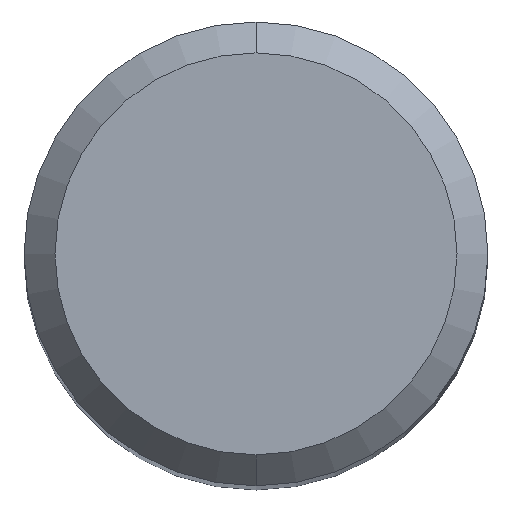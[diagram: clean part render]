
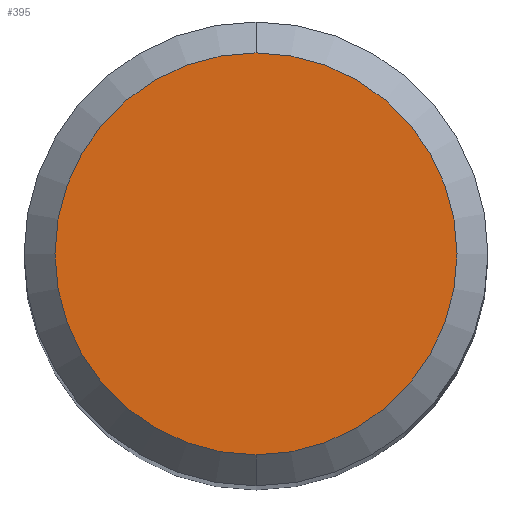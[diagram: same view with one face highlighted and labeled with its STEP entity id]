
A CAD part, top view. The second image highlights one B-rep face of the part: STEP entity #395.
In plain terms, the highlighted planar face has unit normal (0, 0, 1).
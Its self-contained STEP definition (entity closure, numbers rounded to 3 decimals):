
#221=VERTEX_POINT('',#540);
#321=EDGE_CURVE('',#221,#433,#651,.T.);
#351=EDGE_CURVE('',#433,#221,#684,.T.);
#395=ADVANCED_FACE('',(#732),#733,.T.);
#433=VERTEX_POINT('',#776);
#540=CARTESIAN_POINT('',(0.0,2.6,0.0));
#651=CIRCLE('',#1115,2.6);
#684=CIRCLE('',#1192,2.6);
#732=FACE_OUTER_BOUND('',#1266,.T.);
#733=PLANE('',#1267);
#776=CARTESIAN_POINT('',(0.,-2.6,0.0));
#1115=AXIS2_PLACEMENT_3D('',#1635,#1636,#1637);
#1192=AXIS2_PLACEMENT_3D('',#1672,#1673,#1674);
#1266=EDGE_LOOP('',(#1737,#1738));
#1267=AXIS2_PLACEMENT_3D('',#1739,#1740,#1741);
#1635=CARTESIAN_POINT('',(0.0,0.0,0.0));
#1636=DIRECTION('',(0.0,0.0,-1.0));
#1637=DIRECTION('',(0.0,1.0,0.0));
#1672=CARTESIAN_POINT('',(0.0,0.0,0.0));
#1673=DIRECTION('',(0.0,0.0,-1.0));
#1674=DIRECTION('',(0.0,1.0,0.0));
#1737=ORIENTED_EDGE('',*,*,#321,.F.);
#1738=ORIENTED_EDGE('',*,*,#351,.F.);
#1739=CARTESIAN_POINT('',(0.0,1.3,0.0));
#1740=DIRECTION('',(-0.0,0.0,1.0));
#1741=DIRECTION('',(0.0,-1.0,0.0));
